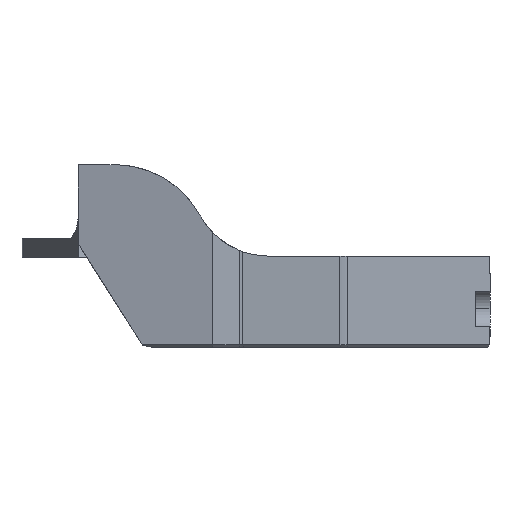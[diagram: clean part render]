
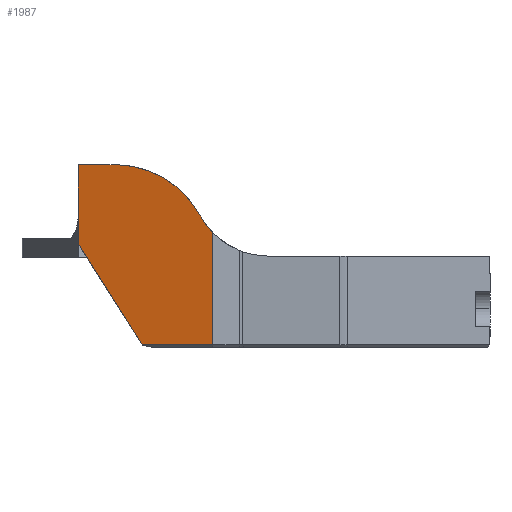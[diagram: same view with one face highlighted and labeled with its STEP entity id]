
A CAD part, left-side view. The second image highlights one B-rep face of the part: STEP entity #1987.
In plain terms, the highlighted planar face has unit normal (-0.966, 0.259, 0).
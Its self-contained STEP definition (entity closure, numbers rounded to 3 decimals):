
#108 = CARTESIAN_POINT ( 'NONE',  ( -19.471, 59.784, 26.456 ) ) ;
#178 = EDGE_CURVE ( 'NONE', #5948, #3738, #3233, .T. ) ;
#263 = VECTOR ( 'NONE', #2146, 1000. ) ;
#304 = LINE ( 'NONE', #1582, #2760 ) ;
#314 = VERTEX_POINT ( 'NONE', #2807 ) ;
#397 = EDGE_CURVE ( 'NONE', #4529, #5152, #3327, .T. ) ;
#449 = DIRECTION ( 'NONE',  ( -0.259, -0.966, 0. ) ) ;
#484 = DIRECTION ( 'NONE',  ( -0.259, -0.966, 0. ) ) ;
#530 = ORIENTED_EDGE ( 'NONE', *, *, #178, .F. ) ;
#629 = EDGE_CURVE ( 'NONE', #4529, #889, #5683, .T. ) ;
#661 = ORIENTED_EDGE ( 'NONE', *, *, #3807, .T. ) ;
#666 = EDGE_LOOP ( 'NONE', ( #530, #661, #2997, #2985, #4225, #4585, #965, #5745 ) ) ;
#686 = DIRECTION ( 'NONE',  ( 0., 0., 1. ) ) ;
#889 = VERTEX_POINT ( 'NONE', #5328 ) ;
#965 = ORIENTED_EDGE ( 'NONE', *, *, #4992, .F. ) ;
#1048 = PLANE ( 'NONE',  #1943 ) ;
#1074 = CARTESIAN_POINT ( 'NONE',  ( -19.471, 59.784, 26.456 ) ) ;
#1225 = EDGE_CURVE ( 'NONE', #314, #5152, #5100, .T. ) ;
#1466 = VECTOR ( 'NONE', #3873, 1000. ) ;
#1582 = CARTESIAN_POINT ( 'NONE',  ( -12.5, 85.8, 19. ) ) ;
#1760 = CARTESIAN_POINT ( 'NONE',  ( -16.444, 71.081, 38. ) ) ;
#1796 = VERTEX_POINT ( 'NONE', #3022 ) ;
#1884 = LINE ( 'NONE', #3687, #4426 ) ;
#1943 = AXIS2_PLACEMENT_3D ( 'NONE', #3840, #4243, #5669 ) ;
#1952 = FACE_OUTER_BOUND ( 'NONE', #666, .T. ) ;
#1972 = CARTESIAN_POINT ( 'NONE',  ( -20., 57.81, 23.931 ) ) ;
#1987 = ADVANCED_FACE ( 'NONE', ( #1952 ), #1048, .F. ) ;
#2146 = DIRECTION ( 'NONE',  ( 0.142, 0.529, 0.837 ) ) ;
#2331 = CARTESIAN_POINT ( 'NONE',  ( -12.5, 85.8, 38. ) ) ;
#2349 = CARTESIAN_POINT ( 'NONE',  ( -18.091, 64.936, 34.613 ) ) ;
#2760 = VECTOR ( 'NONE', #686, 1000. ) ;
#2807 = CARTESIAN_POINT ( 'NONE',  ( -20., 57.81, 23.931 ) ) ;
#2870 = CARTESIAN_POINT ( 'NONE',  ( -20.513, 55.894, 20.297 ) ) ;
#2878 = CARTESIAN_POINT ( 'NONE',  ( -16.071, 72.474, 0.5 ) ) ;
#2955 = LINE ( 'NONE', #4362, #1466 ) ;
#2985 = ORIENTED_EDGE ( 'NONE', *, *, #1225, .T. ) ;
#2997 = ORIENTED_EDGE ( 'NONE', *, *, #3205, .F. ) ;
#3022 = CARTESIAN_POINT ( 'NONE',  ( -20., 57.81, 0.5 ) ) ;
#3132 = CARTESIAN_POINT ( 'NONE',  ( -19.095, 61.189, 28.68 ) ) ;
#3205 = EDGE_CURVE ( 'NONE', #314, #1796, #2955, .T. ) ;
#3233 = LINE ( 'NONE', #4642, #263 ) ;
#3327 = LINE ( 'NONE', #2870, #3806 ) ;
#3442 = DIRECTION ( 'NONE',  ( -0.142, -0.529, -0.837 ) ) ;
#3616 = VECTOR ( 'NONE', #449, 1000. ) ;
#3687 = CARTESIAN_POINT ( 'NONE',  ( -33.113, 8.873, 38. ) ) ;
#3716 = LINE ( 'NONE', #4631, #3616 ) ;
#3738 = VERTEX_POINT ( 'NONE', #4669 ) ;
#3806 = VECTOR ( 'NONE', #3442, 1000. ) ;
#3807 = EDGE_CURVE ( 'NONE', #5948, #1796, #3716, .T. ) ;
#3830 = CARTESIAN_POINT ( 'NONE',  ( -19.624, 59.212, 25.55 ) ) ;
#3840 = CARTESIAN_POINT ( 'NONE',  ( -20., 57.81, 19. ) ) ;
#3873 = DIRECTION ( 'NONE',  ( 0., 0., -1. ) ) ;
#4199 = CARTESIAN_POINT ( 'NONE',  ( -19.801, 58.551, 24.705 ) ) ;
#4225 = ORIENTED_EDGE ( 'NONE', *, *, #397, .F. ) ;
#4243 = DIRECTION ( 'NONE',  ( 0.966, -0.259, 0. ) ) ;
#4362 = CARTESIAN_POINT ( 'NONE',  ( -20., 57.81, 19. ) ) ;
#4426 = VECTOR ( 'NONE', #484, 1000. ) ;
#4529 = VERTEX_POINT ( 'NONE', #5777 ) ;
#4585 = ORIENTED_EDGE ( 'NONE', *, *, #629, .T. ) ;
#4603 = CARTESIAN_POINT ( 'NONE',  ( -14.564, 78.098, 38. ) ) ;
#4631 = CARTESIAN_POINT ( 'NONE',  ( -20., 57.81, 0.5 ) ) ;
#4642 = CARTESIAN_POINT ( 'NONE',  ( -15.054, 76.267, 6.506 ) ) ;
#4669 = CARTESIAN_POINT ( 'NONE',  ( -12.5, 85.8, 21.6 ) ) ;
#4992 = EDGE_CURVE ( 'NONE', #5831, #889, #1884, .T. ) ;
#5100 =( BOUNDED_CURVE ( )  B_SPLINE_CURVE ( 3, ( #1972, #4199, #3830, #108 ),
 .UNSPECIFIED., .F., .T. ) 
 B_SPLINE_CURVE_WITH_KNOTS ( ( 4, 4 ),
 ( 2.378, 2.578 ),
 .UNSPECIFIED. ) 
 CURVE ( )  GEOMETRIC_REPRESENTATION_ITEM ( )  RATIONAL_B_SPLINE_CURVE ( ( 1., 0.997, 0.997, 1. ) ) 
 REPRESENTATION_ITEM ( '' )  );
#5152 = VERTEX_POINT ( 'NONE', #1074 ) ;
#5328 = CARTESIAN_POINT ( 'NONE',  ( -14.564, 78.098, 38. ) ) ;
#5669 = DIRECTION ( 'NONE',  ( 0., 0., -1. ) ) ;
#5683 =( BOUNDED_CURVE ( )  B_SPLINE_CURVE ( 3, ( #3132, #2349, #1760, #4603 ),
 .UNSPECIFIED., .F., .T. ) 
 B_SPLINE_CURVE_WITH_KNOTS ( ( 4, 4 ),
 ( 0.563, 1.571 ),
 .UNSPECIFIED. ) 
 CURVE ( )  GEOMETRIC_REPRESENTATION_ITEM ( )  RATIONAL_B_SPLINE_CURVE ( ( 1., 0.917, 0.917, 1. ) ) 
 REPRESENTATION_ITEM ( '' )  );
#5745 = ORIENTED_EDGE ( 'NONE', *, *, #6056, .F. ) ;
#5777 = CARTESIAN_POINT ( 'NONE',  ( -19.095, 61.189, 28.68 ) ) ;
#5831 = VERTEX_POINT ( 'NONE', #2331 ) ;
#5948 = VERTEX_POINT ( 'NONE', #2878 ) ;
#6056 = EDGE_CURVE ( 'NONE', #3738, #5831, #304, .T. ) ;
